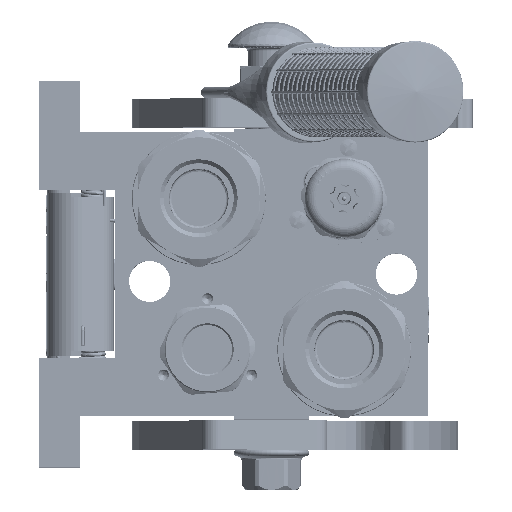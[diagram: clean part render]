
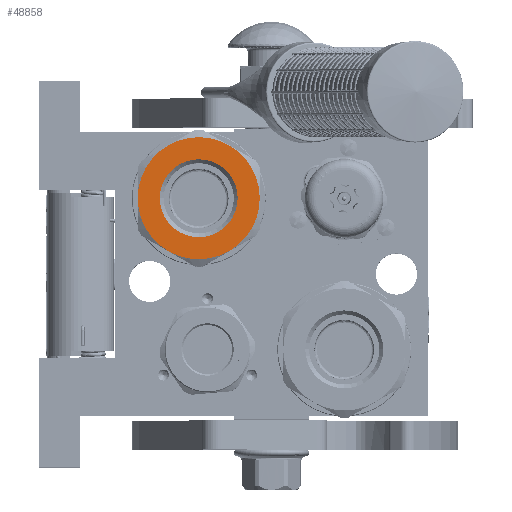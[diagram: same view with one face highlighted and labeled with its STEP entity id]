
A CAD part, top view. The second image highlights one B-rep face of the part: STEP entity #48858.
In plain terms, the highlighted face is planar.
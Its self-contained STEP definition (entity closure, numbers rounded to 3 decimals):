
#6721 = CARTESIAN_POINT ( 'NONE',  ( 100.6, 0., 0. ) ) ;
#7521 = DIRECTION ( 'NONE',  ( 0., 0.5, 0.866 ) ) ;
#10024 = EDGE_CURVE ( 'NONE', #189384, #196227, #207014, .T. ) ;
#14761 = DIRECTION ( 'NONE',  ( 0., 0.5, 0.866 ) ) ;
#17908 = AXIS2_PLACEMENT_3D ( 'NONE', #37095, #182302, #126465 ) ;
#18927 = ORIENTED_EDGE ( 'NONE', *, *, #168186, .T. ) ;
#19301 = FACE_OUTER_BOUND ( 'NONE', #160191, .T. ) ;
#20099 = CIRCLE ( 'NONE', #28453, 21. ) ;
#22141 = VERTEX_POINT ( 'NONE', #154151 ) ;
#22491 = CARTESIAN_POINT ( 'NONE',  ( 100.6, 10.5, -18.187 ) ) ;
#23009 = CARTESIAN_POINT ( 'NONE',  ( 100.6, 0., 0. ) ) ;
#26095 = DIRECTION ( 'NONE',  ( 1., 0., 0. ) ) ;
#28453 = AXIS2_PLACEMENT_3D ( 'NONE', #63774, #137913, #191403 ) ;
#37095 = CARTESIAN_POINT ( 'NONE',  ( 100.6, 0., 0. ) ) ;
#41114 = AXIS2_PLACEMENT_3D ( 'NONE', #6721, #209362, #7521 ) ;
#41906 = ORIENTED_EDGE ( 'NONE', *, *, #199070, .T. ) ;
#42463 = VERTEX_POINT ( 'NONE', #206793 ) ;
#48792 = EDGE_CURVE ( 'NONE', #200486, #22141, #207962, .T. ) ;
#48858 = ADVANCED_FACE ( 'NONE', ( #19301, #116395 ), #141683, .F. ) ;
#50663 = DIRECTION ( 'NONE',  ( -1., 0., 0. ) ) ;
#50865 = DIRECTION ( 'NONE',  ( -1., 0., 0. ) ) ;
#51472 = ORIENTED_EDGE ( 'NONE', *, *, #167023, .F. ) ;
#54727 = CIRCLE ( 'NONE', #223396, 13.4 ) ;
#56276 = ORIENTED_EDGE ( 'NONE', *, *, #134550, .T. ) ;
#59218 = CARTESIAN_POINT ( 'NONE',  ( 100.6, 13.4, 0. ) ) ;
#63774 = CARTESIAN_POINT ( 'NONE',  ( 100.6, 0., 0. ) ) ;
#67347 = EDGE_CURVE ( 'NONE', #165584, #42463, #177892, .T. ) ;
#68868 = CARTESIAN_POINT ( 'NONE',  ( 100.6, -21., 0. ) ) ;
#72721 = AXIS2_PLACEMENT_3D ( 'NONE', #127403, #50865, #233478 ) ;
#75044 = VERTEX_POINT ( 'NONE', #83713 ) ;
#81344 = DIRECTION ( 'NONE',  ( 0., -1., 0. ) ) ;
#83713 = CARTESIAN_POINT ( 'NONE',  ( 100.6, 10.5, 18.187 ) ) ;
#84474 = ORIENTED_EDGE ( 'NONE', *, *, #10024, .T. ) ;
#85909 = CIRCLE ( 'NONE', #230489, 21. ) ;
#88874 = CARTESIAN_POINT ( 'NONE',  ( 100.6, 21., 0. ) ) ;
#89561 = AXIS2_PLACEMENT_3D ( 'NONE', #98791, #26095, #211949 ) ;
#95730 = EDGE_CURVE ( 'NONE', #131817, #190050, #199963, .T. ) ;
#98791 = CARTESIAN_POINT ( 'NONE',  ( 100.6, 0., 0. ) ) ;
#103546 = ORIENTED_EDGE ( 'NONE', *, *, #48792, .T. ) ;
#116395 = FACE_BOUND ( 'NONE', #178166, .T. ) ;
#118974 = DIRECTION ( 'NONE',  ( 1., 0., 0. ) ) ;
#124849 = CARTESIAN_POINT ( 'NONE',  ( 100.6, 0., 0. ) ) ;
#126465 = DIRECTION ( 'NONE',  ( 0., 0., 1. ) ) ;
#126775 = ORIENTED_EDGE ( 'NONE', *, *, #221554, .T. ) ;
#127403 = CARTESIAN_POINT ( 'NONE',  ( 100.6, 0., 0. ) ) ;
#131817 = VERTEX_POINT ( 'NONE', #88874 ) ;
#134550 = EDGE_CURVE ( 'NONE', #42463, #190050, #20099, .T. ) ;
#137913 = DIRECTION ( 'NONE',  ( 1., 0., 0. ) ) ;
#138347 = DIRECTION ( 'NONE',  ( 0., -1., 0. ) ) ;
#139254 = DIRECTION ( 'NONE',  ( 0., -0.5, 0.866 ) ) ;
#141683 = PLANE ( 'NONE',  #17908 ) ;
#149149 = ORIENTED_EDGE ( 'NONE', *, *, #95730, .F. ) ;
#150571 = DIRECTION ( 'NONE',  ( 0., 1., 0. ) ) ;
#154151 = CARTESIAN_POINT ( 'NONE',  ( 100.6, -10.5, 18.187 ) ) ;
#154323 = AXIS2_PLACEMENT_3D ( 'NONE', #174556, #190569, #81344 ) ;
#160191 = EDGE_LOOP ( 'NONE', ( #41906, #226337, #56276, #149149, #51472, #18927, #103546 ) ) ;
#163699 = CARTESIAN_POINT ( 'NONE',  ( 100.6, 0., 21. ) ) ;
#165584 = VERTEX_POINT ( 'NONE', #68868 ) ;
#166596 = CARTESIAN_POINT ( 'NONE',  ( 100.6, -13.4, 0. ) ) ;
#167023 = EDGE_CURVE ( 'NONE', #75044, #131817, #85909, .T. ) ;
#168186 = EDGE_CURVE ( 'NONE', #75044, #200486, #214316, .T. ) ;
#174556 = CARTESIAN_POINT ( 'NONE',  ( 100.6, 0., 0. ) ) ;
#177892 = CIRCLE ( 'NONE', #208373, 21. ) ;
#178166 = EDGE_LOOP ( 'NONE', ( #84474, #126775 ) ) ;
#179117 = DIRECTION ( 'NONE',  ( 1., 0., 0. ) ) ;
#182302 = DIRECTION ( 'NONE',  ( -1., 0., 0. ) ) ;
#185785 = DIRECTION ( 'NONE',  ( -1., 0., 0. ) ) ;
#189384 = VERTEX_POINT ( 'NONE', #166596 ) ;
#190050 = VERTEX_POINT ( 'NONE', #22491 ) ;
#190569 = DIRECTION ( 'NONE',  ( -1., 0., 0. ) ) ;
#191403 = DIRECTION ( 'NONE',  ( 0., -0.5, -0.866 ) ) ;
#192606 = CIRCLE ( 'NONE', #208046, 21. ) ;
#193552 = CARTESIAN_POINT ( 'NONE',  ( 100.6, 0., 0. ) ) ;
#196227 = VERTEX_POINT ( 'NONE', #59218 ) ;
#199070 = EDGE_CURVE ( 'NONE', #22141, #165584, #192606, .T. ) ;
#199963 = CIRCLE ( 'NONE', #72721, 21. ) ;
#200486 = VERTEX_POINT ( 'NONE', #163699 ) ;
#206793 = CARTESIAN_POINT ( 'NONE',  ( 100.6, -10.5, -18.187 ) ) ;
#207014 = CIRCLE ( 'NONE', #154323, 13.4 ) ;
#207962 = CIRCLE ( 'NONE', #89561, 21. ) ;
#208046 = AXIS2_PLACEMENT_3D ( 'NONE', #193552, #179117, #139254 ) ;
#208373 = AXIS2_PLACEMENT_3D ( 'NONE', #228225, #118974, #138347 ) ;
#209362 = DIRECTION ( 'NONE',  ( 1., 0., 0. ) ) ;
#211949 = DIRECTION ( 'NONE',  ( 0., 0.5, 0.866 ) ) ;
#214316 = CIRCLE ( 'NONE', #41114, 21. ) ;
#221554 = EDGE_CURVE ( 'NONE', #196227, #189384, #54727, .T. ) ;
#223396 = AXIS2_PLACEMENT_3D ( 'NONE', #23009, #185785, #150571 ) ;
#226337 = ORIENTED_EDGE ( 'NONE', *, *, #67347, .T. ) ;
#228225 = CARTESIAN_POINT ( 'NONE',  ( 100.6, 0., 0. ) ) ;
#230489 = AXIS2_PLACEMENT_3D ( 'NONE', #124849, #50663, #14761 ) ;
#233478 = DIRECTION ( 'NONE',  ( 0., 1., 0. ) ) ;
